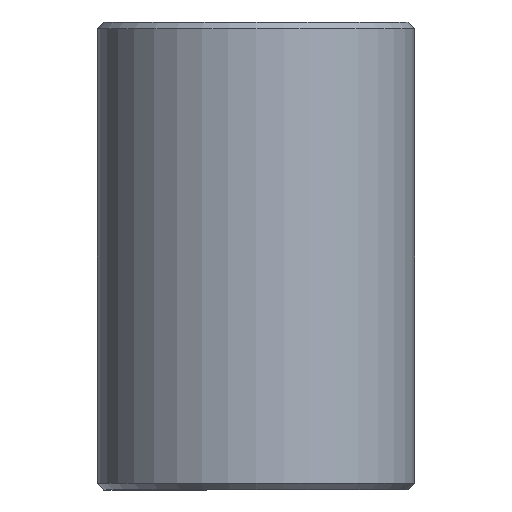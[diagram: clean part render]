
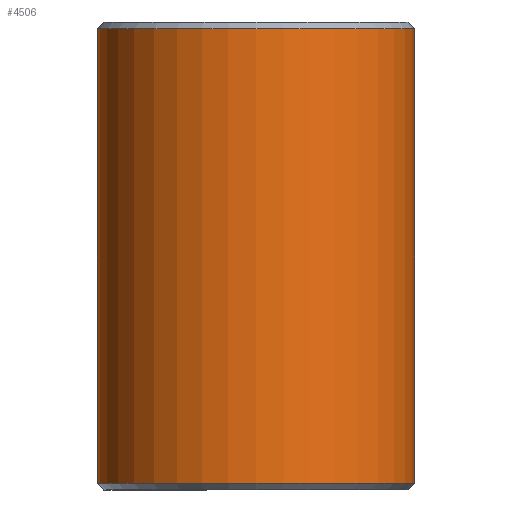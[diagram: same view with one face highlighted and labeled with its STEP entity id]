
A CAD part, left-side view. The second image highlights one B-rep face of the part: STEP entity #4506.
In plain terms, the highlighted cylindrical face has radius 9.5 mm (diameter 19 mm), a partial arc.
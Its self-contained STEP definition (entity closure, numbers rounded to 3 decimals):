
#770 = PLANE('',#771);
#771 = AXIS2_PLACEMENT_3D('',#772,#773,#774);
#772 = CARTESIAN_POINT('',(135.,9.5,0.));
#773 = DIRECTION('',(0.,-1.,0.));
#774 = DIRECTION('',(-1.,0.,0.));
#2171 = VERTEX_POINT('',#2172);
#2172 = CARTESIAN_POINT('',(0.,9.5,27.6));
#2198 = EDGE_CURVE('',#2199,#2171,#2201,.T.);
#2199 = VERTEX_POINT('',#2200);
#2200 = CARTESIAN_POINT('',(0.,9.5,0.4));
#2201 = SURFACE_CURVE('',#2202,(#2206,#2213),.PCURVE_S1.);
#2202 = LINE('',#2203,#2204);
#2203 = CARTESIAN_POINT('',(0.,9.5,0.));
#2204 = VECTOR('',#2205,1.);
#2205 = DIRECTION('',(0.,0.,1.));
#2206 = PCURVE('',#770,#2207);
#2207 = DEFINITIONAL_REPRESENTATION('',(#2208),#2212);
#2208 = LINE('',#2209,#2210);
#2209 = CARTESIAN_POINT('',(135.,0.));
#2210 = VECTOR('',#2211,1.);
#2211 = DIRECTION('',(0.,-1.));
#2212 = ( GEOMETRIC_REPRESENTATION_CONTEXT(2) 
PARAMETRIC_REPRESENTATION_CONTEXT() REPRESENTATION_CONTEXT('2D SPACE',''
  ) );
#2213 = PCURVE('',#2214,#2219);
#2214 = CYLINDRICAL_SURFACE('',#2215,9.5);
#2215 = AXIS2_PLACEMENT_3D('',#2216,#2217,#2218);
#2216 = CARTESIAN_POINT('',(0.,0.,0.));
#2217 = DIRECTION('',(-0.,-0.,-1.));
#2218 = DIRECTION('',(1.,0.,0.));
#2219 = DEFINITIONAL_REPRESENTATION('',(#2220),#2224);
#2220 = LINE('',#2221,#2222);
#2221 = CARTESIAN_POINT('',(-1.571,0.));
#2222 = VECTOR('',#2223,1.);
#2223 = DIRECTION('',(-0.,-1.));
#2224 = ( GEOMETRIC_REPRESENTATION_CONTEXT(2) 
PARAMETRIC_REPRESENTATION_CONTEXT() REPRESENTATION_CONTEXT('2D SPACE',''
  ) );
#4442 = CONICAL_SURFACE('',#4443,9.5,0.785);
#4443 = AXIS2_PLACEMENT_3D('',#4444,#4445,#4446);
#4444 = CARTESIAN_POINT('',(0.,0.,27.6));
#4445 = DIRECTION('',(-0.,-0.,-1.));
#4446 = DIRECTION('',(0.,1.,0.));
#4506 = ADVANCED_FACE('',(#4507),#2214,.T.);
#4507 = FACE_BOUND('',#4508,.F.);
#4508 = EDGE_LOOP('',(#4509,#4510,#4534,#4562));
#4509 = ORIENTED_EDGE('',*,*,#2198,.T.);
#4510 = ORIENTED_EDGE('',*,*,#4511,.T.);
#4511 = EDGE_CURVE('',#2171,#4512,#4514,.T.);
#4512 = VERTEX_POINT('',#4513);
#4513 = CARTESIAN_POINT('',(0.,-9.5,27.6));
#4514 = SURFACE_CURVE('',#4515,(#4520,#4527),.PCURVE_S1.);
#4515 = CIRCLE('',#4516,9.5);
#4516 = AXIS2_PLACEMENT_3D('',#4517,#4518,#4519);
#4517 = CARTESIAN_POINT('',(0.,0.,27.6));
#4518 = DIRECTION('',(0.,-0.,1.));
#4519 = DIRECTION('',(0.,1.,0.));
#4520 = PCURVE('',#2214,#4521);
#4521 = DEFINITIONAL_REPRESENTATION('',(#4522),#4526);
#4522 = LINE('',#4523,#4524);
#4523 = CARTESIAN_POINT('',(-1.571,-27.6));
#4524 = VECTOR('',#4525,1.);
#4525 = DIRECTION('',(-1.,0.));
#4526 = ( GEOMETRIC_REPRESENTATION_CONTEXT(2) 
PARAMETRIC_REPRESENTATION_CONTEXT() REPRESENTATION_CONTEXT('2D SPACE',''
  ) );
#4527 = PCURVE('',#4442,#4528);
#4528 = DEFINITIONAL_REPRESENTATION('',(#4529),#4533);
#4529 = LINE('',#4530,#4531);
#4530 = CARTESIAN_POINT('',(-0.,-0.));
#4531 = VECTOR('',#4532,1.);
#4532 = DIRECTION('',(-1.,-0.));
#4533 = ( GEOMETRIC_REPRESENTATION_CONTEXT(2) 
PARAMETRIC_REPRESENTATION_CONTEXT() REPRESENTATION_CONTEXT('2D SPACE',''
  ) );
#4534 = ORIENTED_EDGE('',*,*,#4535,.F.);
#4535 = EDGE_CURVE('',#4536,#4512,#4538,.T.);
#4536 = VERTEX_POINT('',#4537);
#4537 = CARTESIAN_POINT('',(0.,-9.5,0.4));
#4538 = SURFACE_CURVE('',#4539,(#4543,#4550),.PCURVE_S1.);
#4539 = LINE('',#4540,#4541);
#4540 = CARTESIAN_POINT('',(0.,-9.5,0.));
#4541 = VECTOR('',#4542,1.);
#4542 = DIRECTION('',(0.,0.,1.));
#4543 = PCURVE('',#2214,#4544);
#4544 = DEFINITIONAL_REPRESENTATION('',(#4545),#4549);
#4545 = LINE('',#4546,#4547);
#4546 = CARTESIAN_POINT('',(-4.712,0.));
#4547 = VECTOR('',#4548,1.);
#4548 = DIRECTION('',(-0.,-1.));
#4549 = ( GEOMETRIC_REPRESENTATION_CONTEXT(2) 
PARAMETRIC_REPRESENTATION_CONTEXT() REPRESENTATION_CONTEXT('2D SPACE',''
  ) );
#4550 = PCURVE('',#4551,#4556);
#4551 = PLANE('',#4552);
#4552 = AXIS2_PLACEMENT_3D('',#4553,#4554,#4555);
#4553 = CARTESIAN_POINT('',(0.,-9.5,0.));
#4554 = DIRECTION('',(0.,1.,0.));
#4555 = DIRECTION('',(1.,0.,0.));
#4556 = DEFINITIONAL_REPRESENTATION('',(#4557),#4561);
#4557 = LINE('',#4558,#4559);
#4558 = CARTESIAN_POINT('',(0.,0.));
#4559 = VECTOR('',#4560,1.);
#4560 = DIRECTION('',(0.,-1.));
#4561 = ( GEOMETRIC_REPRESENTATION_CONTEXT(2) 
PARAMETRIC_REPRESENTATION_CONTEXT() REPRESENTATION_CONTEXT('2D SPACE',''
  ) );
#4562 = ORIENTED_EDGE('',*,*,#4563,.F.);
#4563 = EDGE_CURVE('',#2199,#4536,#4564,.T.);
#4564 = SURFACE_CURVE('',#4565,(#4570,#4577),.PCURVE_S1.);
#4565 = CIRCLE('',#4566,9.5);
#4566 = AXIS2_PLACEMENT_3D('',#4567,#4568,#4569);
#4567 = CARTESIAN_POINT('',(0.,0.,0.4));
#4568 = DIRECTION('',(0.,-0.,1.));
#4569 = DIRECTION('',(0.,1.,0.));
#4570 = PCURVE('',#2214,#4571);
#4571 = DEFINITIONAL_REPRESENTATION('',(#4572),#4576);
#4572 = LINE('',#4573,#4574);
#4573 = CARTESIAN_POINT('',(-1.571,-0.4));
#4574 = VECTOR('',#4575,1.);
#4575 = DIRECTION('',(-1.,0.));
#4576 = ( GEOMETRIC_REPRESENTATION_CONTEXT(2) 
PARAMETRIC_REPRESENTATION_CONTEXT() REPRESENTATION_CONTEXT('2D SPACE',''
  ) );
#4577 = PCURVE('',#4578,#4583);
#4578 = CONICAL_SURFACE('',#4579,9.5,0.785);
#4579 = AXIS2_PLACEMENT_3D('',#4580,#4581,#4582);
#4580 = CARTESIAN_POINT('',(0.,0.,0.4));
#4581 = DIRECTION('',(0.,0.,1.));
#4582 = DIRECTION('',(0.,1.,0.));
#4583 = DEFINITIONAL_REPRESENTATION('',(#4584),#4588);
#4584 = LINE('',#4585,#4586);
#4585 = CARTESIAN_POINT('',(0.,-0.));
#4586 = VECTOR('',#4587,1.);
#4587 = DIRECTION('',(1.,-0.));
#4588 = ( GEOMETRIC_REPRESENTATION_CONTEXT(2) 
PARAMETRIC_REPRESENTATION_CONTEXT() REPRESENTATION_CONTEXT('2D SPACE',''
  ) );
